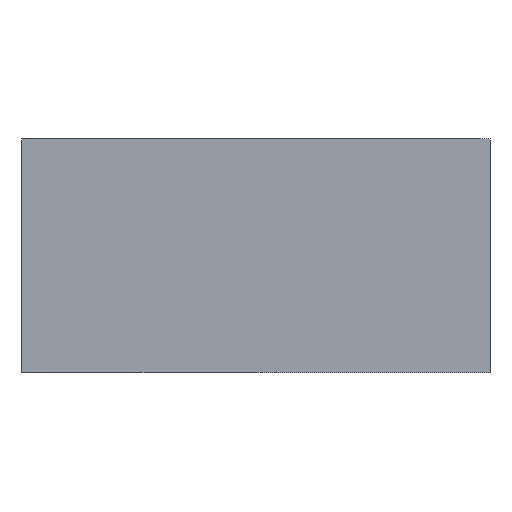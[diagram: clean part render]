
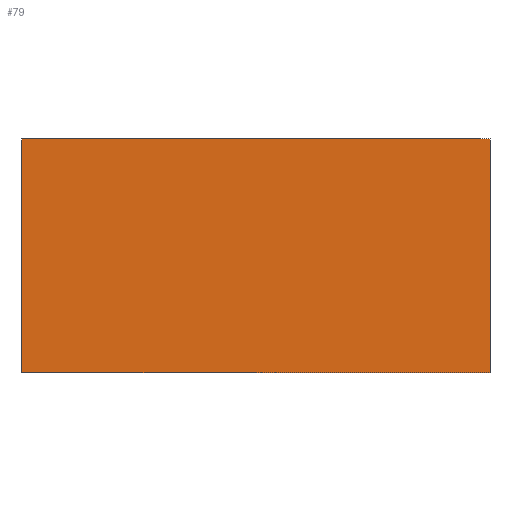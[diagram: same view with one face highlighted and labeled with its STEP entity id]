
A CAD part, left-side view. The second image highlights one B-rep face of the part: STEP entity #79.
In plain terms, the highlighted planar face has unit normal (-1, 0, 0).
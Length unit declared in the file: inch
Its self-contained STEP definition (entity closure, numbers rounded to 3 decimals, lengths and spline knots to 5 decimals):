
#79=ADVANCED_FACE('',(#156),#157,.T.);
#156=FACE_OUTER_BOUND('',#227,.T.);
#157=PLANE('',#228);
#227=EDGE_LOOP('',(#396,#397,#398,#399));
#228=AXIS2_PLACEMENT_3D('',#400,#401,#402);
#396=ORIENTED_EDGE('',*,*,#468,.T.);
#397=ORIENTED_EDGE('',*,*,#488,.F.);
#398=ORIENTED_EDGE('',*,*,#493,.T.);
#399=ORIENTED_EDGE('',*,*,#456,.T.);
#400=CARTESIAN_POINT('',(-0.26575,0.,0.));
#401=DIRECTION('',(-1.0,0.0,0.0));
#402=DIRECTION('',(0.0,-1.0,0.0));
#456=EDGE_CURVE('',#553,#551,#554,.T.);
#468=EDGE_CURVE('',#551,#568,#570,.T.);
#488=EDGE_CURVE('',#597,#568,#599,.T.);
#493=EDGE_CURVE('',#597,#553,#604,.T.);
#551=VERTEX_POINT('',#678);
#553=VERTEX_POINT('',#681);
#554=LINE('',#682,#683);
#568=VERTEX_POINT('',#704);
#570=LINE('',#707,#708);
#597=VERTEX_POINT('',#747);
#599=LINE('',#750,#751);
#604=LINE('',#757,#758);
#678=CARTESIAN_POINT('',(-0.26575,-0.3937,0.3937));
#681=CARTESIAN_POINT('',(-0.26575,-0.3937,0.));
#682=CARTESIAN_POINT('',(-0.26575,-0.3937,0.));
#683=VECTOR('',#801,1.0);
#704=CARTESIAN_POINT('',(-0.26575,0.3937,0.3937));
#707=CARTESIAN_POINT('',(-0.26575,0.3937,0.3937));
#708=VECTOR('',#813,1.0);
#747=CARTESIAN_POINT('',(-0.26575,0.3937,0.));
#750=CARTESIAN_POINT('',(-0.26575,0.3937,0.));
#751=VECTOR('',#830,1.0);
#757=CARTESIAN_POINT('',(-0.26575,0.3937,0.));
#758=VECTOR('',#835,1.0);
#801=DIRECTION('',(0.0,0.0,1.0));
#813=DIRECTION('',(0.0,1.0,0.0));
#830=DIRECTION('',(0.0,0.0,1.0));
#835=DIRECTION('',(0.0,-1.0,0.0));
